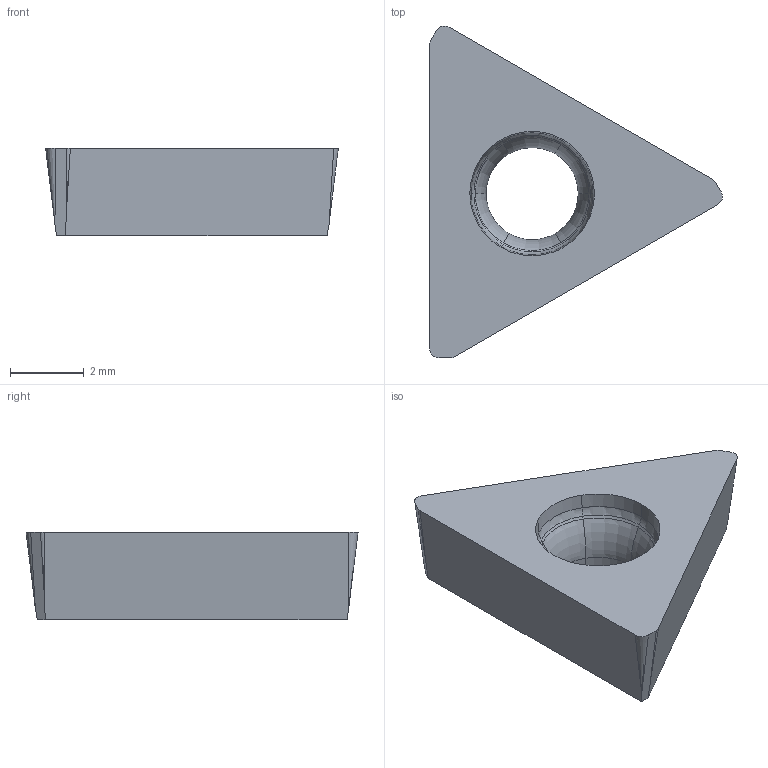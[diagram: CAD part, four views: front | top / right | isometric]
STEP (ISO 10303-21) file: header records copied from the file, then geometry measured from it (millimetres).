
FILE_DESCRIPTION(/* description */ (''),/* implementation_level */ '2;1');
FILE_NAME(/* name */ 'aaa337588_b.stp',/* time_stamp */ '2019-09-16T14:43:19+02:00',/* author */ (''),/* organization */ ('SMS'),/* preprocessor_version */ 'ST-DEVELOPER v16.7',/* originating_system */ 'SIEMENS PLM Software NX 12.0',/* authorisation */ '');
FILE_SCHEMA (('AUTOMOTIVE_DESIGN { 1 0 10303 214 3 1 1 1 }'));
Length unit declared in the file: millimetre
Products named in the file (1): AAA337588_B
Bounding box: 7.93 x 9 x 2.38 mm (x, y, z)
Volume: 70.1 mm3; surface area: 142.6 mm2
Topology: 1 solids, 1 shells, 45 faces, 116 edges, 69 vertices
Faces by surface type: bspline 30, plane 8, cone 7
Entity records: 3381 total; most frequent: CARTESIAN_POINT 2501, ORIENTED_EDGE 214, EDGE_CURVE 107, DIRECTION 87, VERTEX_POINT 65, B_SPLINE_CURVE_WITH_KNOTS 61, EDGE_LOOP 46, ADVANCED_FACE 44
